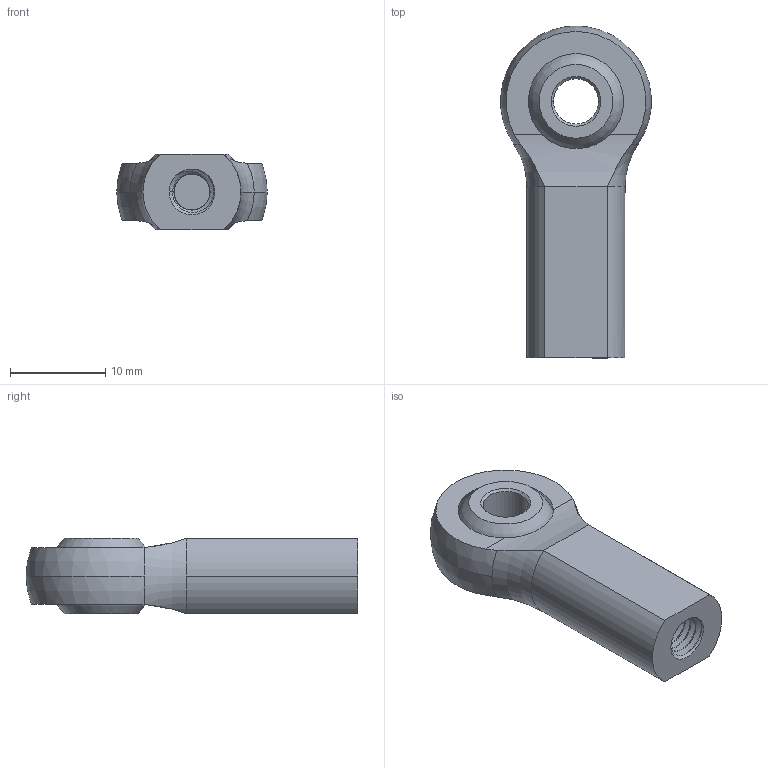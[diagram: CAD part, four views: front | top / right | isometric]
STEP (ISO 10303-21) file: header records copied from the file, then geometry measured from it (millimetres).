
FILE_DESCRIPTION (( 'STEP AP203' ), '1' );
FILE_NAME ('59915K481_Corrosion-Resistant Ball Joint Rod End.STEP', '2021-07-09T06:43:58', ( 'Administrator' ), ( 'Managed by Terraform' ), 'SwSTEP 2.0', 'SolidWorks 2017', '' );
FILE_SCHEMA (( 'CONFIG_CONTROL_DESIGN' ));
Length unit declared in the file: inch
Products named in the file (1): 59915K481_Corrosion-Resistant Ball Joint Rod End
Bounding box: 15.84 x 34.92 x 7.94 mm (x, y, z)
Volume: 2303.4 mm3; surface area: 2095.4 mm2
Topology: 2 solids, 2 shells, 67 faces, 183 edges, 119 vertices
Faces by surface type: cylinder 40, plane 8, cone 7, sphere 6, torus 3, bspline 3
Entity records: 4841 total; most frequent: CARTESIAN_POINT 3297, ORIENTED_EDGE 356, DIRECTION 261, EDGE_CURVE 178, VERTEX_POINT 118, AXIS2_PLACEMENT_3D 104, EDGE_LOOP 74, FACE_OUTER_BOUND 67
